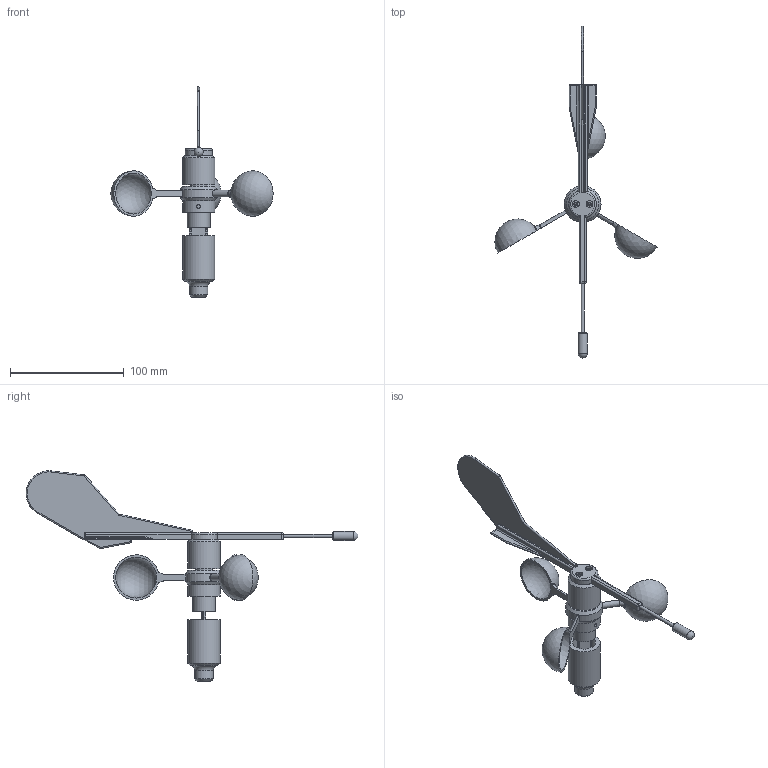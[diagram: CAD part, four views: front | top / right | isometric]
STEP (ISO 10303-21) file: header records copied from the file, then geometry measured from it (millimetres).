
FILE_DESCRIPTION( ( '' ), ' ' );
FILE_NAME( '5aa29d8b7471000fa1084173.step', '2018-03-09T14:43:24', ( '' ), ( '' ), ' ', ' ', ' ' );
FILE_SCHEMA( ( 'AUTOMOTIVE_DESIGN { 1 0 10303 214 1 1 1 1 }' ) );
Length unit declared in the file: metre
Products named in the file (44): 608ZZ <2>; _623-RS1_PART1; _623-RS1_PART2; _623-RS1_PART3; 608ZZ <1>; ESP8266_07 <1>; Part 1; Part 2; Part 3; Part 4; Part 5; Part 6; Part 7; Part 8; Part 9; Part 10; Part 11; Part 12; Part 13; Part 14; Part 15; Part 16; Part 17; Assem1; Rotor; Stator; Vane Rotor; Hemisphere; Frame; Vane; Vane Holder; Rod; Top; M-Holder; S-Holder
Assembly tree (60 placements, depth 3):
  Assem1
    Rotor
    Stator
    Vane Rotor
    Hemisphere  x3
    Frame
    Vane
    Vane Holder
    Rod
    Top
    M-Holder
    S-Holder
    608ZZ <1>
      _623-RS1_PART1
      _623-RS1_PART2
      _623-RS1_PART3  x7
    608ZZ <2>
      _623-RS1_PART1
      _623-RS1_PART2
      _623-RS1_PART3  x7
    ESP8266_07 <1>
      Part 1
      Part 2
      Part 3
      Part 4
      Part 5
      Part 6
      Part 7
      Part 8
      Part 9
      Part 10
      Part 11
      Part 12
      Part 13
      Part 14
      Part 15
      Part 16
      Part 17
      Part 1
      Part 1
      Part 2
      Part 3
      Part 1
      Part 2
      Part 3
      Part 4
      Part 5
Bounding box: 142.72 x 291.95 x 185.11 mm (x, y, z)
Volume: 80916.3 mm3; surface area: 65361.4 mm2
Topology: 57 solids, 57 shells, 585 faces, 1333 edges, 835 vertices
Faces by surface type: plane 319, cylinder 161, sphere 36, torus 35, cone 30, bspline 4
Full cylindrical faces by diameter (mm): 0.5 x1, 0.6 x16, 2 x1, 2.5 x8, 2.75 x1, 3 x1, 3.2 x1, 3.5 x3, 4.4 x1, 6 x3, 6.2 x1, 6.6 x2, 8 x4, 10 x1, 10.4 x1, 11 x1, 11.44 x6, 14.4 x1, 15 x1, 16 x1, 16.2 x1, 16.5 x4, 18 x1, 18.04 x6, 19.4 x2, 20 x2, 22 x3, 22.4 x2, 28.2 x1, 28.4 x2
Entity records: 18493 total; most frequent: CARTESIAN_POINT 3173, DIRECTION 2523, ORIENTED_EDGE 2112, EDGE_CURVE 1056, AXIS2_PLACEMENT_3D 905, VERTEX_POINT 743, LINE 713, VECTOR 713
